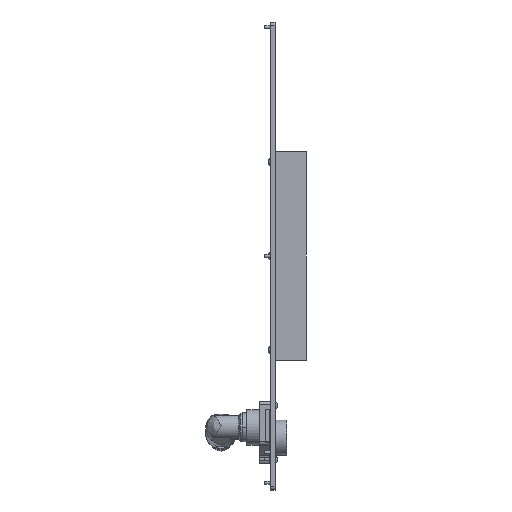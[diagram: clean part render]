
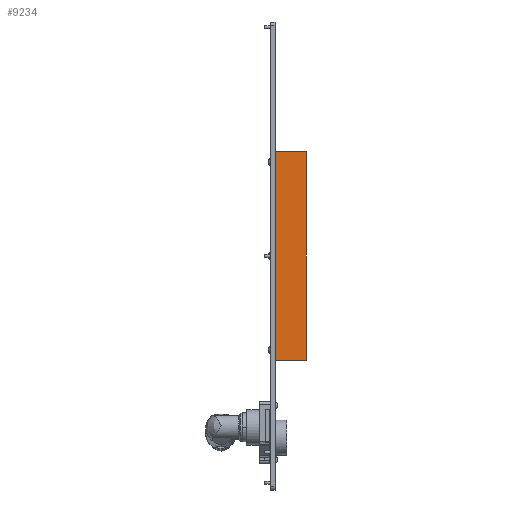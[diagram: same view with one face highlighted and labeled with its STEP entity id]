
A CAD part, left-side view. The second image highlights one B-rep face of the part: STEP entity #9234.
In plain terms, the highlighted face is planar.
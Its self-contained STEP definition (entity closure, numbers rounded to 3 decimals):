
#621 = EDGE_CURVE ( 'NONE', #11630, #11098, #15503, .T. ) ;
#694 = VECTOR ( 'NONE', #4805, 1000. ) ;
#803 = CARTESIAN_POINT ( 'NONE',  ( -100., 15., 5. ) ) ;
#1164 = ORIENTED_EDGE ( 'NONE', *, *, #13023, .T. ) ;
#1234 = EDGE_CURVE ( 'NONE', #11098, #12610, #13333, .T. ) ;
#1873 = CARTESIAN_POINT ( 'NONE',  ( -100., 15., 5. ) ) ;
#1994 = EDGE_CURVE ( 'NONE', #12610, #6910, #15740, .T. ) ;
#2375 = CARTESIAN_POINT ( 'NONE',  ( 100., -15., 5. ) ) ;
#2414 = EDGE_LOOP ( 'NONE', ( #12605, #9344, #1164, #15667 ) ) ;
#3590 = DIRECTION ( 'NONE',  ( 0., -1., 0. ) ) ;
#3668 = CARTESIAN_POINT ( 'NONE',  ( -100., 15., 5. ) ) ;
#4015 = DIRECTION ( 'NONE',  ( 1., 0., 0. ) ) ;
#4805 = DIRECTION ( 'NONE',  ( 1., 0., 0. ) ) ;
#5052 = VECTOR ( 'NONE', #3590, 1000. ) ;
#5281 = LINE ( 'NONE', #6564, #15568 ) ;
#6564 = CARTESIAN_POINT ( 'NONE',  ( 100., 15., 5. ) ) ;
#6910 = VERTEX_POINT ( 'NONE', #2375 ) ;
#8556 = AXIS2_PLACEMENT_3D ( 'NONE', #10081, #14964, #4015 ) ;
#9234 = ADVANCED_FACE ( 'NONE', ( #11517 ), #12640, .T. ) ;
#9344 = ORIENTED_EDGE ( 'NONE', *, *, #1994, .T. ) ;
#10081 = CARTESIAN_POINT ( 'NONE',  ( -100., -15., 5. ) ) ;
#10622 = DIRECTION ( 'NONE',  ( -1., 0., 0. ) ) ;
#11098 = VERTEX_POINT ( 'NONE', #1873 ) ;
#11357 = DIRECTION ( 'NONE',  ( 0., 1., 0. ) ) ;
#11517 = FACE_OUTER_BOUND ( 'NONE', #2414, .T. ) ;
#11630 = VERTEX_POINT ( 'NONE', #15408 ) ;
#12605 = ORIENTED_EDGE ( 'NONE', *, *, #1234, .T. ) ;
#12610 = VERTEX_POINT ( 'NONE', #15129 ) ;
#12640 = PLANE ( 'NONE',  #8556 ) ;
#12953 = VECTOR ( 'NONE', #10622, 1000. ) ;
#13023 = EDGE_CURVE ( 'NONE', #6910, #11630, #5281, .T. ) ;
#13333 = LINE ( 'NONE', #3668, #5052 ) ;
#14472 = CARTESIAN_POINT ( 'NONE',  ( -100., -15., 5. ) ) ;
#14964 = DIRECTION ( 'NONE',  ( 0., 0., 1. ) ) ;
#15129 = CARTESIAN_POINT ( 'NONE',  ( -100., -15., 5. ) ) ;
#15408 = CARTESIAN_POINT ( 'NONE',  ( 100., 15., 5. ) ) ;
#15503 = LINE ( 'NONE', #803, #12953 ) ;
#15568 = VECTOR ( 'NONE', #11357, 1000. ) ;
#15667 = ORIENTED_EDGE ( 'NONE', *, *, #621, .T. ) ;
#15740 = LINE ( 'NONE', #14472, #694 ) ;
